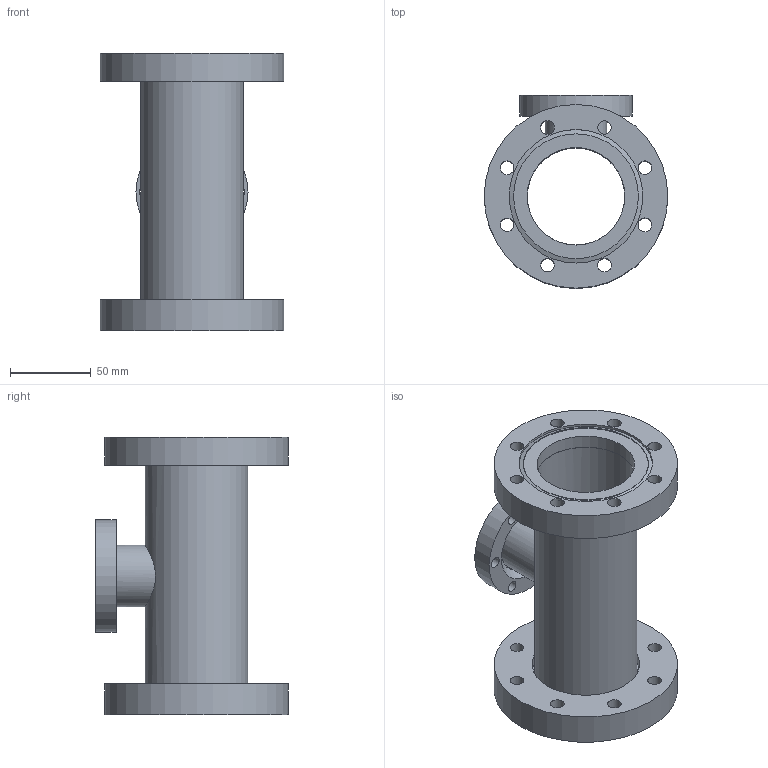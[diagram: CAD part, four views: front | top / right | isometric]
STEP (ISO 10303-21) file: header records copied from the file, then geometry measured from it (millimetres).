
FILE_DESCRIPTION((''),'2;1');
FILE_NAME('404048.stp','2008-05-16T15:46:26',('stelmach'),(''),'Autodesk Inventor 2008','Autodesk Inventor 2008','');
FILE_SCHEMA(('AUTOMOTIVE_DESIGN { 1 0 10303 214 1 1 1 1 }'));
Length unit declared in the file: inch
Products named in the file (10): 404048; 404048-001; 404048-002; 110021 (4.5 X 2.5 NR); 100021 (4.5 X 2.5 R); 100021 (4.5 X 2.5 INS); 100021 (4.5 X 2.5 REC); 100014 (2.75 X 1.5 R); 100014 (2.75 X 1.5 REC); 100014 (2.75 X 1.5 INS)
Assembly tree (9 placements, depth 3):
  404048
    404048-001
    404048-002
    110021 (4.5 X 2.5 NR)
    100021 (4.5 X 2.5 R)
      100021 (4.5 X 2.5 INS)
      100021 (4.5 X 2.5 REC)
    100014 (2.75 X 1.5 R)
      100014 (2.75 X 1.5 REC)
      100014 (2.75 X 1.5 INS)
Bounding box: 113.54 x 119.23 x 171.45 mm (x, y, z)
Volume: 315439 mm3; surface area: 144110.4 mm2
Topology: 7 solids, 7 shells, 70 faces, 165 edges, 115 vertices
Faces by surface type: cylinder 25, bspline 22, plane 19, cone 4
Full cylindrical faces by diameter (mm): 34.798 x1, 34.925 x1, 38.1 x2, 38.354 x1, 39.624 x1, 41.9 x1, 48.1 x1, 48.151 x1, 60.198 x1, 60.325 x2, 63.5 x1, 63.754 x2, 66.675 x1, 69.342 x1, 77.2 x1, 77.216 x1, 82.296 x1, 82.55 x2, 113.538 x2
Entity records: 2584 total; most frequent: CARTESIAN_POINT 901, DIRECTION 312, ORIENTED_EDGE 186, EDGE_LOOP 186, AXIS2_PLACEMENT_3D 156, FACE_BOUND 116, VERTEX_POINT 93, EDGE_CURVE 93
